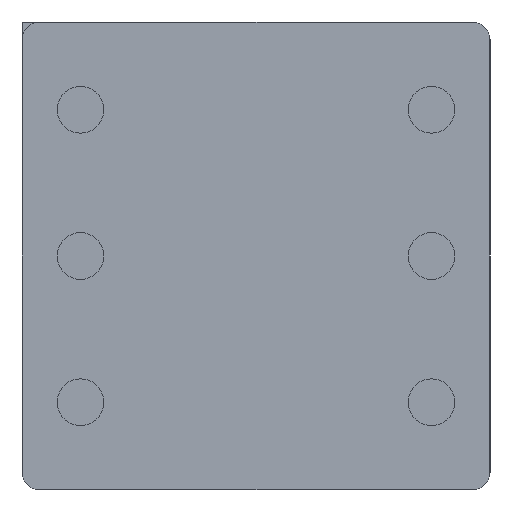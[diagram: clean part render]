
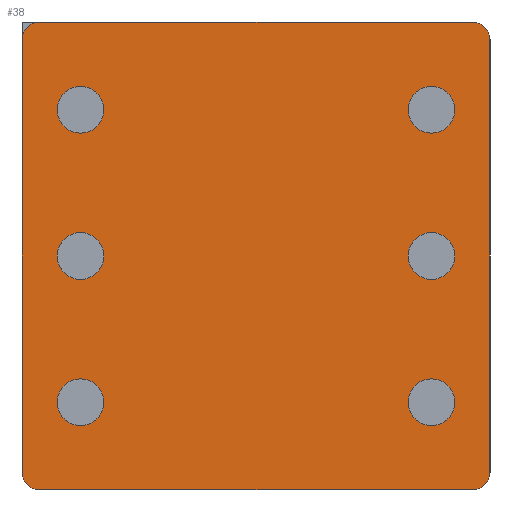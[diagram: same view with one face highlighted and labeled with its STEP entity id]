
A CAD part, front view. The second image highlights one B-rep face of the part: STEP entity #38.
In plain terms, the highlighted planar face has unit normal (0, -1, 0).
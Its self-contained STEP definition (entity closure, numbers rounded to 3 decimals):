
#38=ADVANCED_FACE('NONE',(#39),#109,.F.);
#39=FACE_BOUND('NONE',#40,.T.);
#40=EDGE_LOOP('',(#41,#52,#60,#69,#77,#86,#94,#103));
#41=ORIENTED_EDGE('',*,*,#42,.T.);
#42=EDGE_CURVE('NONE',#43,#45,#47,.F.);
#43=VERTEX_POINT('NONE',#44);
#44=CARTESIAN_POINT('',(0.0,0.0,0.3));
#45=VERTEX_POINT('NONE',#46);
#46=CARTESIAN_POINT('',(0.3,0.0,0.0));
#47=CIRCLE('',#48,0.3);
#48=AXIS2_PLACEMENT_3D('',#49,#50,#51);
#49=CARTESIAN_POINT('',(0.3,0.0,0.3));
#50=DIRECTION('',(0.0,1.0,0.0));
#51=DIRECTION('',(0.0,0.0,-1.0));
#52=ORIENTED_EDGE('',*,*,#53,.T.);
#53=EDGE_CURVE('NONE',#45,#54,#56,.F.);
#54=VERTEX_POINT('NONE',#55);
#55=CARTESIAN_POINT('',(7.7,0.0,0.0));
#56=LINE('',#57,#58);
#57=CARTESIAN_POINT('',(0.0,0.0,0.0));
#58=VECTOR('',#59,1.0);
#59=DIRECTION('',(-1.0,0.0,0.0));
#60=ORIENTED_EDGE('',*,*,#61,.T.);
#61=EDGE_CURVE('NONE',#54,#62,#64,.F.);
#62=VERTEX_POINT('NONE',#63);
#63=CARTESIAN_POINT('',(8.0,0.0,0.3));
#64=CIRCLE('',#65,0.3);
#65=AXIS2_PLACEMENT_3D('',#66,#67,#68);
#66=CARTESIAN_POINT('',(7.7,0.0,0.3));
#67=DIRECTION('',(0.0,1.0,0.0));
#68=DIRECTION('',(0.0,0.0,1.0));
#69=ORIENTED_EDGE('',*,*,#70,.T.);
#70=EDGE_CURVE('NONE',#62,#71,#73,.F.);
#71=VERTEX_POINT('NONE',#72);
#72=CARTESIAN_POINT('',(8.0,0.0,7.7));
#73=LINE('',#74,#75);
#74=CARTESIAN_POINT('',(8.0,0.0,8.0));
#75=VECTOR('',#76,1.0);
#76=DIRECTION('',(0.0,0.0,-1.0));
#77=ORIENTED_EDGE('',*,*,#78,.T.);
#78=EDGE_CURVE('NONE',#71,#79,#81,.F.);
#79=VERTEX_POINT('NONE',#80);
#80=CARTESIAN_POINT('',(7.7,0.0,8.0));
#81=CIRCLE('',#82,0.3);
#82=AXIS2_PLACEMENT_3D('',#83,#84,#85);
#83=CARTESIAN_POINT('',(7.7,0.0,7.7));
#84=DIRECTION('',(0.0,1.0,0.0));
#85=DIRECTION('',(0.0,0.0,-1.0));
#86=ORIENTED_EDGE('',*,*,#87,.T.);
#87=EDGE_CURVE('NONE',#79,#88,#90,.F.);
#88=VERTEX_POINT('NONE',#89);
#89=CARTESIAN_POINT('',(0.3,0.0,8.0));
#90=LINE('',#91,#92);
#91=CARTESIAN_POINT('',(0.0,0.0,8.0));
#92=VECTOR('',#93,1.0);
#93=DIRECTION('',(1.0,0.0,0.0));
#94=ORIENTED_EDGE('',*,*,#95,.T.);
#95=EDGE_CURVE('NONE',#88,#96,#98,.F.);
#96=VERTEX_POINT('NONE',#97);
#97=CARTESIAN_POINT('',(0.0,0.0,7.7));
#98=CIRCLE('',#99,0.3);
#99=AXIS2_PLACEMENT_3D('',#100,#101,#102);
#100=CARTESIAN_POINT('',(0.3,0.0,7.7));
#101=DIRECTION('',(0.0,1.0,0.0));
#102=DIRECTION('',(0.0,0.0,1.0));
#103=ORIENTED_EDGE('',*,*,#104,.T.);
#104=EDGE_CURVE('NONE',#96,#43,#105,.F.);
#105=LINE('',#106,#107);
#106=CARTESIAN_POINT('',(0.0,0.0,8.0));
#107=VECTOR('',#108,1.0);
#108=DIRECTION('',(0.0,0.0,1.0));
#109=PLANE('',#110);
#110=AXIS2_PLACEMENT_3D('',#111,#112,#113);
#111=CARTESIAN_POINT('',(0.0,0.0,8.0));
#112=DIRECTION('',(0.0,1.0,0.0));
#113=DIRECTION('',(0.0,0.0,1.0));
